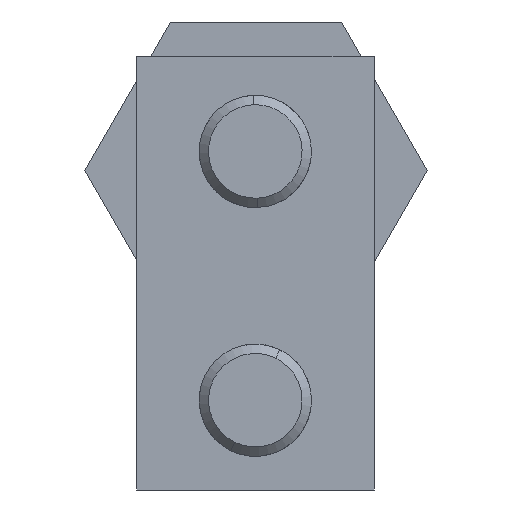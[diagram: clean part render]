
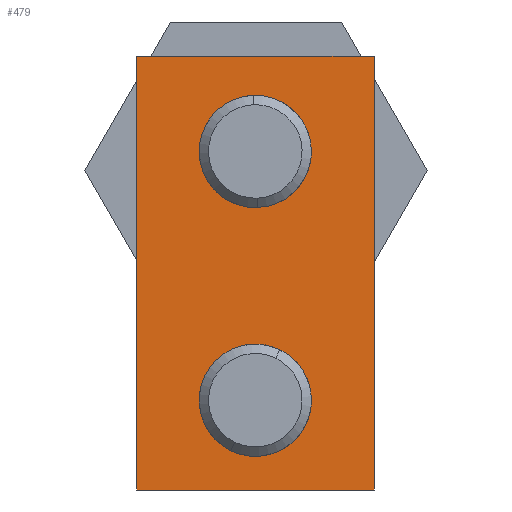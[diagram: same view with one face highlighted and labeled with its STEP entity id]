
A CAD part, front view. The second image highlights one B-rep face of the part: STEP entity #479.
In plain terms, the highlighted planar face has unit normal (0, -1, 0).
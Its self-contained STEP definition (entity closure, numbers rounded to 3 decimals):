
#15 = AXIS2_PLACEMENT_3D ( 'NONE', #257, #1403, #413 ) ;
#27 = VERTEX_POINT ( 'NONE', #178 ) ;
#91 = VERTEX_POINT ( 'NONE', #368 ) ;
#109 = VECTOR ( 'NONE', #1007, 1000. ) ;
#115 = VERTEX_POINT ( 'NONE', #1313 ) ;
#127 = CARTESIAN_POINT ( 'NONE',  ( 0., 0., -2.1 ) ) ;
#131 = LINE ( 'NONE', #2037, #275 ) ;
#146 = FACE_OUTER_BOUND ( 'NONE', #1712, .T. ) ;
#178 = CARTESIAN_POINT ( 'NONE',  ( 6.35, 0., 0. ) ) ;
#257 = CARTESIAN_POINT ( 'NONE',  ( 0., 0., -5.1 ) ) ;
#275 = VECTOR ( 'NONE', #734, 1000. ) ;
#347 = LINE ( 'NONE', #896, #1272 ) ;
#368 = CARTESIAN_POINT ( 'NONE',  ( 0., 0., -8.1 ) ) ;
#375 = ORIENTED_EDGE ( 'NONE', *, *, #1334, .T. ) ;
#404 = CARTESIAN_POINT ( 'NONE',  ( -6.35, 0., -23.2 ) ) ;
#413 = DIRECTION ( 'NONE',  ( 0., 0., 1. ) ) ;
#479 = ADVANCED_FACE ( 'NONE', ( #2069, #1289, #146 ), #1516, .T. ) ;
#486 = EDGE_CURVE ( 'NONE', #91, #1882, #491, .T. ) ;
#491 = CIRCLE ( 'NONE', #1570, 3. ) ;
#501 = ORIENTED_EDGE ( 'NONE', *, *, #638, .F. ) ;
#546 = AXIS2_PLACEMENT_3D ( 'NONE', #917, #2060, #1075 ) ;
#638 = EDGE_CURVE ( 'NONE', #1983, #27, #1904, .T. ) ;
#641 = ORIENTED_EDGE ( 'NONE', *, *, #756, .T. ) ;
#708 = DIRECTION ( 'NONE',  ( 0., 1., 0. ) ) ;
#711 = CARTESIAN_POINT ( 'NONE',  ( 0., 0., -18.4 ) ) ;
#729 = ORIENTED_EDGE ( 'NONE', *, *, #1593, .T. ) ;
#734 = DIRECTION ( 'NONE',  ( 0., 0., 1. ) ) ;
#756 = EDGE_CURVE ( 'NONE', #1273, #1673, #1734, .T. ) ;
#776 = CIRCLE ( 'NONE', #546, 3. ) ;
#809 = EDGE_LOOP ( 'NONE', ( #375, #641 ) ) ;
#869 = EDGE_CURVE ( 'NONE', #115, #1983, #1774, .T. ) ;
#870 = DIRECTION ( 'NONE',  ( 0., 0., -1. ) ) ;
#876 = DIRECTION ( 'NONE',  ( 0., 0., 1. ) ) ;
#896 = CARTESIAN_POINT ( 'NONE',  ( -6.35, 0., -23.2 ) ) ;
#917 = CARTESIAN_POINT ( 'NONE',  ( 0., 0., -18.4 ) ) ;
#977 = AXIS2_PLACEMENT_3D ( 'NONE', #711, #1850, #876 ) ;
#1007 = DIRECTION ( 'NONE',  ( 1., 0., 0. ) ) ;
#1046 = DIRECTION ( 'NONE',  ( 1., 0., 0. ) ) ;
#1051 = CARTESIAN_POINT ( 'NONE',  ( 0., 0., -21.4 ) ) ;
#1075 = DIRECTION ( 'NONE',  ( 0., 0., 1. ) ) ;
#1247 = ORIENTED_EDGE ( 'NONE', *, *, #1524, .T. ) ;
#1272 = VECTOR ( 'NONE', #1046, 1000. ) ;
#1273 = VERTEX_POINT ( 'NONE', #1051 ) ;
#1289 = FACE_BOUND ( 'NONE', #1736, .T. ) ;
#1313 = CARTESIAN_POINT ( 'NONE',  ( -6.35, 0., -23.2 ) ) ;
#1334 = EDGE_CURVE ( 'NONE', #1673, #1273, #776, .T. ) ;
#1351 = CIRCLE ( 'NONE', #15, 3. ) ;
#1403 = DIRECTION ( 'NONE',  ( 0., 1., 0. ) ) ;
#1418 = VECTOR ( 'NONE', #1561, 1000. ) ;
#1433 = VERTEX_POINT ( 'NONE', #1746 ) ;
#1463 = AXIS2_PLACEMENT_3D ( 'NONE', #1687, #1840, #870 ) ;
#1516 = PLANE ( 'NONE',  #1463 ) ;
#1524 = EDGE_CURVE ( 'NONE', #115, #1433, #347, .T. ) ;
#1561 = DIRECTION ( 'NONE',  ( 0., 0., 1. ) ) ;
#1570 = AXIS2_PLACEMENT_3D ( 'NONE', #1695, #708, #1847 ) ;
#1593 = EDGE_CURVE ( 'NONE', #1433, #27, #131, .T. ) ;
#1610 = ORIENTED_EDGE ( 'NONE', *, *, #486, .T. ) ;
#1673 = VERTEX_POINT ( 'NONE', #2053 ) ;
#1687 = CARTESIAN_POINT ( 'NONE',  ( -6.35, 0., -23.2 ) ) ;
#1695 = CARTESIAN_POINT ( 'NONE',  ( 0., 0., -5.1 ) ) ;
#1712 = EDGE_LOOP ( 'NONE', ( #501, #1735, #1247, #729 ) ) ;
#1734 = CIRCLE ( 'NONE', #977, 3. ) ;
#1735 = ORIENTED_EDGE ( 'NONE', *, *, #869, .F. ) ;
#1736 = EDGE_LOOP ( 'NONE', ( #2001, #1610 ) ) ;
#1746 = CARTESIAN_POINT ( 'NONE',  ( 6.35, 0., -23.2 ) ) ;
#1774 = LINE ( 'NONE', #404, #1418 ) ;
#1840 = DIRECTION ( 'NONE',  ( 0., -1., 0. ) ) ;
#1847 = DIRECTION ( 'NONE',  ( 0., 0., 1. ) ) ;
#1850 = DIRECTION ( 'NONE',  ( 0., 1., 0. ) ) ;
#1865 = CARTESIAN_POINT ( 'NONE',  ( -6.35, 0., 0. ) ) ;
#1882 = VERTEX_POINT ( 'NONE', #127 ) ;
#1904 = LINE ( 'NONE', #1987, #109 ) ;
#1983 = VERTEX_POINT ( 'NONE', #1865 ) ;
#1987 = CARTESIAN_POINT ( 'NONE',  ( -6.35, 0., 0. ) ) ;
#2001 = ORIENTED_EDGE ( 'NONE', *, *, #2099, .T. ) ;
#2037 = CARTESIAN_POINT ( 'NONE',  ( 6.35, 0., -23.2 ) ) ;
#2053 = CARTESIAN_POINT ( 'NONE',  ( 0., 0., -15.4 ) ) ;
#2060 = DIRECTION ( 'NONE',  ( 0., 1., 0. ) ) ;
#2069 = FACE_BOUND ( 'NONE', #809, .T. ) ;
#2099 = EDGE_CURVE ( 'NONE', #1882, #91, #1351, .T. ) ;
